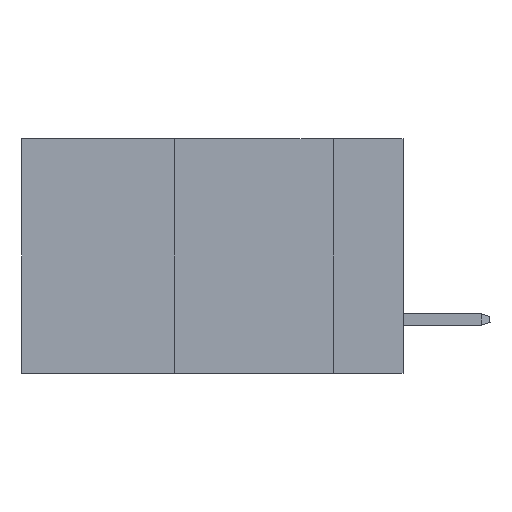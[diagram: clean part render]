
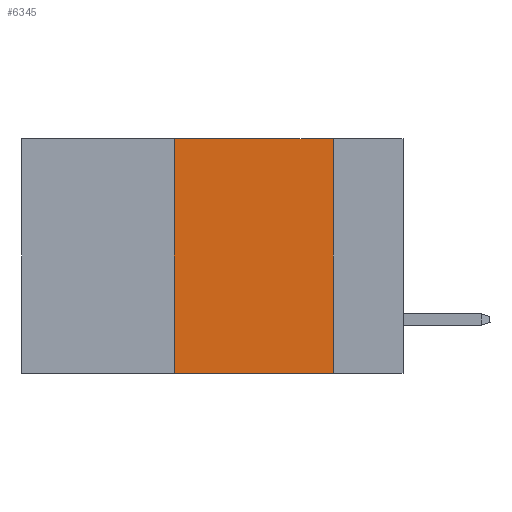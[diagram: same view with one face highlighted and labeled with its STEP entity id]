
A CAD part, left-side view. The second image highlights one B-rep face of the part: STEP entity #6345.
In plain terms, the highlighted planar face has unit normal (-1, 0, 0).
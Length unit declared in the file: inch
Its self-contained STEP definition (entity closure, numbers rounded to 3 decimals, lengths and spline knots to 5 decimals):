
#118 = LINE ( 'NONE', #5787, #6926 ) ;
#193 = EDGE_CURVE ( 'NONE', #16284, #19353, #7194, .T. ) ;
#267 = PLANE ( 'NONE',  #6757 ) ;
#498 = ORIENTED_EDGE ( 'NONE', *, *, #19660, .F. ) ;
#1232 = VERTEX_POINT ( 'NONE', #15326 ) ;
#1393 = EDGE_CURVE ( 'NONE', #16284, #1232, #16709, .T. ) ;
#1546 = DIRECTION ( 'NONE',  ( 0., -1., 0. ) ) ;
#1774 = CARTESIAN_POINT ( 'NONE',  ( 0., 0.6, 0. ) ) ;
#1997 = CARTESIAN_POINT ( 'NONE',  ( 0., 0.36, 0. ) ) ;
#3196 = EDGE_LOOP ( 'NONE', ( #498, #20601, #13977, #8814 ) ) ;
#3588 = DIRECTION ( 'NONE',  ( 0., 0., 1. ) ) ;
#4650 = VECTOR ( 'NONE', #16582, 39.37008 ) ;
#5183 = VECTOR ( 'NONE', #1546, 39.37008 ) ;
#5454 = CARTESIAN_POINT ( 'NONE',  ( 0., 0.6, 0. ) ) ;
#5664 = DIRECTION ( 'NONE',  ( 0., 0., -1. ) ) ;
#5787 = CARTESIAN_POINT ( 'NONE',  ( 0., 0.11, 0. ) ) ;
#5865 = LINE ( 'NONE', #1774, #4650 ) ;
#6345 = ADVANCED_FACE ( 'NONE', ( #14606 ), #267, .F. ) ;
#6757 = AXIS2_PLACEMENT_3D ( 'NONE', #5454, #20474, #16761 ) ;
#6921 = CARTESIAN_POINT ( 'NONE',  ( 0., 0.36, -0.37 ) ) ;
#6926 = VECTOR ( 'NONE', #5664, 39.37008 ) ;
#7194 = LINE ( 'NONE', #12727, #15808 ) ;
#8814 = ORIENTED_EDGE ( 'NONE', *, *, #1393, .T. ) ;
#9372 = CARTESIAN_POINT ( 'NONE',  ( 0., 0.11, 0. ) ) ;
#12727 = CARTESIAN_POINT ( 'NONE',  ( 0., 0.36, 0. ) ) ;
#12843 = CARTESIAN_POINT ( 'NONE',  ( 0., 0.6, -0.37 ) ) ;
#13702 = EDGE_CURVE ( 'NONE', #19353, #17216, #5865, .T. ) ;
#13977 = ORIENTED_EDGE ( 'NONE', *, *, #193, .F. ) ;
#14606 = FACE_OUTER_BOUND ( 'NONE', #3196, .T. ) ;
#15326 = CARTESIAN_POINT ( 'NONE',  ( 0., 0.11, -0.37 ) ) ;
#15808 = VECTOR ( 'NONE', #3588, 39.37008 ) ;
#16284 = VERTEX_POINT ( 'NONE', #6921 ) ;
#16582 = DIRECTION ( 'NONE',  ( 0., -1., 0. ) ) ;
#16709 = LINE ( 'NONE', #12843, #5183 ) ;
#16761 = DIRECTION ( 'NONE',  ( 0., 0., -1. ) ) ;
#17216 = VERTEX_POINT ( 'NONE', #9372 ) ;
#19353 = VERTEX_POINT ( 'NONE', #1997 ) ;
#19660 = EDGE_CURVE ( 'NONE', #17216, #1232, #118, .T. ) ;
#20474 = DIRECTION ( 'NONE',  ( 1., 0., 0. ) ) ;
#20601 = ORIENTED_EDGE ( 'NONE', *, *, #13702, .F. ) ;
